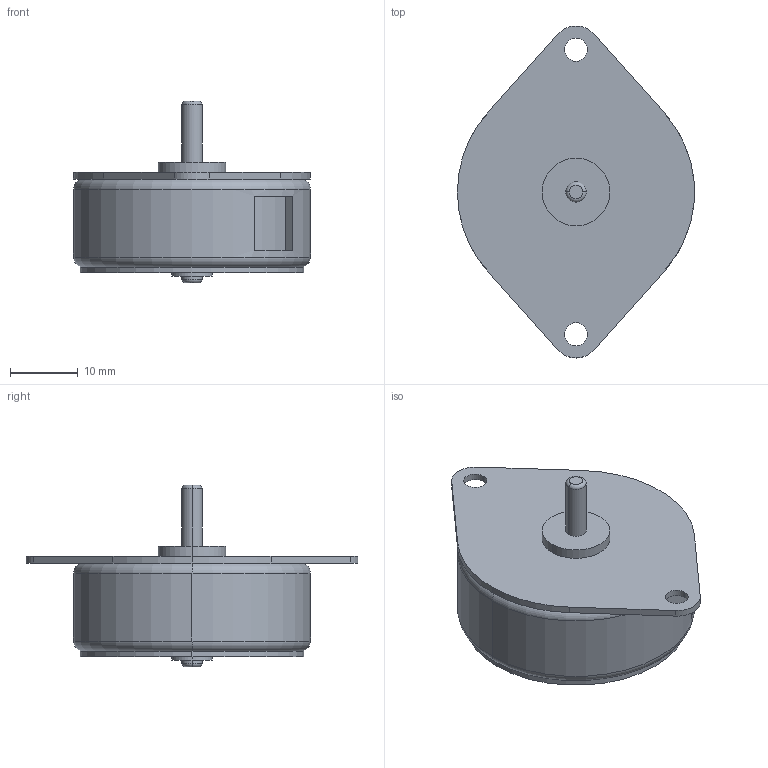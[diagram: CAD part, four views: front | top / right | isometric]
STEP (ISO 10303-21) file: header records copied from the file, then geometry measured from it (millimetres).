
FILE_DESCRIPTION (( 'STEP AP214' ), '1' );
FILE_NAME ('Small Stepper Motor ROB-10551.stp', '2013-07-18T01:35:04', ( '' ), ( '' ), 'SwSTEP 2.0', 'SolidWorks 2010', '' );
FILE_SCHEMA (( 'AUTOMOTIVE_DESIGN' ));
Length unit declared in the file: millimetre
Products named in the file (1): Small Stepper Motor ROB-10551
Bounding box: 35 x 49 x 26.8 mm (x, y, z)
Volume: 14299.1 mm3; surface area: 4342.7 mm2
Topology: 1 solids, 1 shells, 46 faces, 103 edges, 66 vertices
Faces by surface type: cylinder 22, plane 16, torus 8
Entity records: 1842 total; most frequent: DIRECTION 259, CARTESIAN_POINT 216, ORIENTED_EDGE 206, AXIS2_PLACEMENT_3D 109, EDGE_CURVE 103, VERTEX_POINT 66, CIRCLE 62, EDGE_LOOP 57
